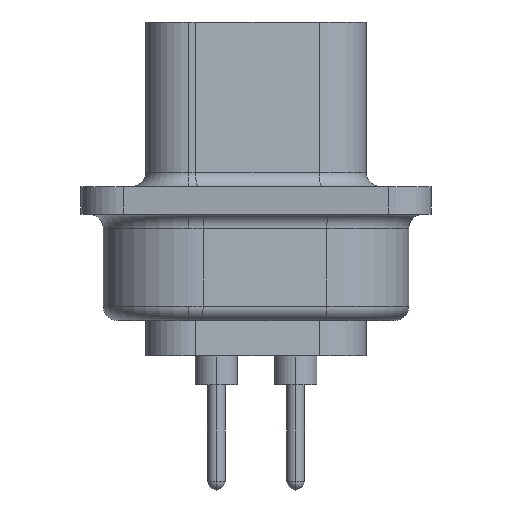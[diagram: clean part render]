
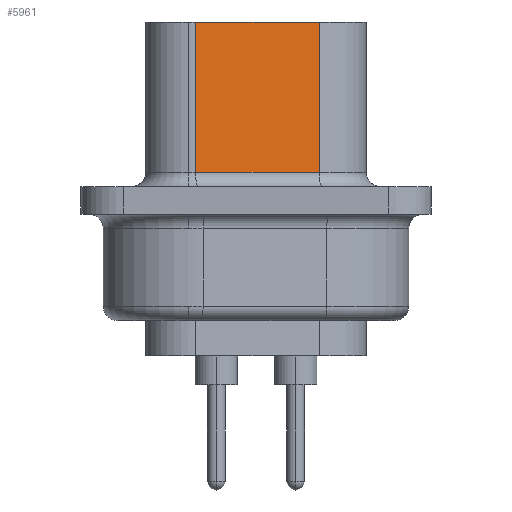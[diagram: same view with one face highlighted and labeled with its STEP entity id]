
A CAD part, left-side view. The second image highlights one B-rep face of the part: STEP entity #5961.
In plain terms, the highlighted planar face has unit normal (-0.985, -0.174, 0).
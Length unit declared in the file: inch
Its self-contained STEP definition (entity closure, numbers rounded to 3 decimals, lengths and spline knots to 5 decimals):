
#673 = VECTOR ( 'NONE', #7310, 39.37008 ) ;
#781 = CARTESIAN_POINT ( 'NONE',  ( -0.32, 0.08508, 0.0395 ) ) ;
#1433 = CARTESIAN_POINT ( 'NONE',  ( -0.32, 0.08508, 0.2515 ) ) ;
#1788 = AXIS2_PLACEMENT_3D ( 'NONE', #2173, #12026, #7085 ) ;
#1885 = VECTOR ( 'NONE', #10038, 39.37008 ) ;
#1950 = CARTESIAN_POINT ( 'NONE',  ( -0.28924, -0.08939, 0.2515 ) ) ;
#2173 = CARTESIAN_POINT ( 'NONE',  ( -0.32, 0.08508, 0.2515 ) ) ;
#2195 = LINE ( 'NONE', #9119, #1885 ) ;
#2511 = CARTESIAN_POINT ( 'NONE',  ( -0.32, 0.08508, 0.2515 ) ) ;
#2721 = CARTESIAN_POINT ( 'NONE',  ( -0.28924, -0.08939, 0.0395 ) ) ;
#2942 = CARTESIAN_POINT ( 'NONE',  ( -0.28924, -0.08939, 0.0395 ) ) ;
#3163 = PLANE ( 'NONE',  #1788 ) ;
#4168 = EDGE_CURVE ( 'NONE', #9294, #10969, #10505, .T. ) ;
#4278 = VERTEX_POINT ( 'NONE', #781 ) ;
#4368 = ORIENTED_EDGE ( 'NONE', *, *, #8869, .T. ) ;
#5585 = LINE ( 'NONE', #2721, #6972 ) ;
#5961 = ADVANCED_FACE ( 'NONE', ( #9161 ), #3163, .F. ) ;
#6055 = VERTEX_POINT ( 'NONE', #2942 ) ;
#6066 = ORIENTED_EDGE ( 'NONE', *, *, #9506, .F. ) ;
#6598 = DIRECTION ( 'NONE',  ( 0.174, -0.985, 0. ) ) ;
#6972 = VECTOR ( 'NONE', #6598, 39.37008 ) ;
#7085 = DIRECTION ( 'NONE',  ( -0.174, 0.985, 0. ) ) ;
#7310 = DIRECTION ( 'NONE',  ( 0.174, -0.985, 0. ) ) ;
#8248 = LINE ( 'NONE', #12205, #9959 ) ;
#8869 = EDGE_CURVE ( 'NONE', #4278, #6055, #5585, .T. ) ;
#9056 = EDGE_LOOP ( 'NONE', ( #11185, #4368, #6066, #9479 ) ) ;
#9119 = CARTESIAN_POINT ( 'NONE',  ( -0.32, 0.08508, 0.2515 ) ) ;
#9161 = FACE_OUTER_BOUND ( 'NONE', #9056, .T. ) ;
#9294 = VERTEX_POINT ( 'NONE', #2511 ) ;
#9479 = ORIENTED_EDGE ( 'NONE', *, *, #4168, .F. ) ;
#9506 = EDGE_CURVE ( 'NONE', #10969, #6055, #8248, .T. ) ;
#9959 = VECTOR ( 'NONE', #12269, 39.37008 ) ;
#10038 = DIRECTION ( 'NONE',  ( 0., 0., -1. ) ) ;
#10205 = EDGE_CURVE ( 'NONE', #9294, #4278, #2195, .T. ) ;
#10505 = LINE ( 'NONE', #1433, #673 ) ;
#10969 = VERTEX_POINT ( 'NONE', #1950 ) ;
#11185 = ORIENTED_EDGE ( 'NONE', *, *, #10205, .T. ) ;
#12026 = DIRECTION ( 'NONE',  ( 0.985, 0.174, 0. ) ) ;
#12205 = CARTESIAN_POINT ( 'NONE',  ( -0.28924, -0.08939, 0.2515 ) ) ;
#12269 = DIRECTION ( 'NONE',  ( 0., 0., -1. ) ) ;
